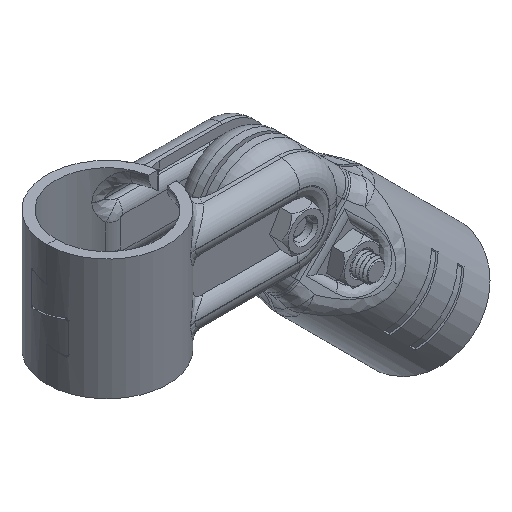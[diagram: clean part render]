
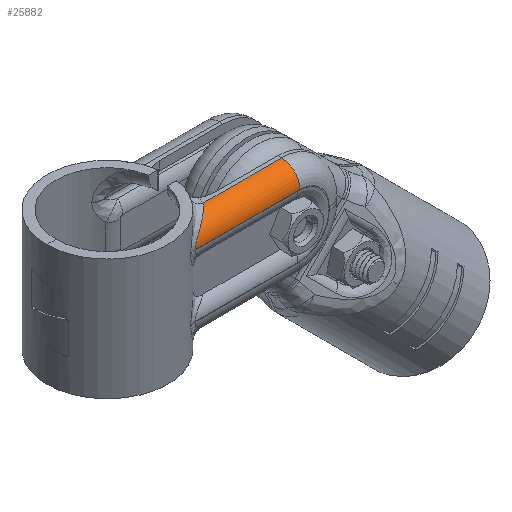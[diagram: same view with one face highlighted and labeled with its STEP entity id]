
A CAD part, isometric view. The second image highlights one B-rep face of the part: STEP entity #25882.
In plain terms, the highlighted cylindrical face has radius 5 mm (diameter 10 mm), a partial arc.
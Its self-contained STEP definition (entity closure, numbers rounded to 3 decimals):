
#68 = EDGE_CURVE ( 'NONE', #23386, #34232, #10498, .T. ) ;
#787 = EDGE_CURVE ( 'NONE', #35412, #2335, #2431, .T. ) ;
#2002 = CARTESIAN_POINT ( 'NONE',  ( 10.392, -16., 8.69 ) ) ;
#2335 = VERTEX_POINT ( 'NONE', #30295 ) ;
#2431 = B_SPLINE_CURVE_WITH_KNOTS ( 'NONE', 3,
 ( #28250, #2002, #40601, #18558, #24889, #11655, #9105, #34754, #31191, #34124, #18772, #31611, #15641, #25302, #27633, #5347, #24485, #37483 ),
 .UNSPECIFIED., .F., .F.,
 ( 4, 2, 2, 2, 2, 2, 2, 2, 4 ),
 ( 0., 0.063, 0.125, 0.25, 0.375, 0.5, 0.75, 0.875, 1. ),
 .UNSPECIFIED. ) ;
#2715 = FACE_OUTER_BOUND ( 'NONE', #27711, .T. ) ;
#2949 = CARTESIAN_POINT ( 'NONE',  ( 39., -11., 13.5 ) ) ;
#5347 = CARTESIAN_POINT ( 'NONE',  ( 16.975, -11.698, 13.462 ) ) ;
#6631 = EDGE_CURVE ( 'NONE', #35412, #34232, #37681, .T. ) ;
#6891 = DIRECTION ( 'NONE',  ( 0., 0., 1. ) ) ;
#7136 = ORIENTED_EDGE ( 'NONE', *, *, #787, .F. ) ;
#8041 = VECTOR ( 'NONE', #25507, 1000. ) ;
#9105 = CARTESIAN_POINT ( 'NONE',  ( 11.16, -15.684, 10.279 ) ) ;
#10498 = CIRCLE ( 'NONE', #28640, 5. ) ;
#11018 = ORIENTED_EDGE ( 'NONE', *, *, #6631, .T. ) ;
#11655 = CARTESIAN_POINT ( 'NONE',  ( 10.894, -15.797, 9.956 ) ) ;
#15641 = CARTESIAN_POINT ( 'NONE',  ( 14.959, -13.539, 12.854 ) ) ;
#16559 = CARTESIAN_POINT ( 'NONE',  ( -39.175, -11., 8.5 ) ) ;
#18439 = DIRECTION ( 'NONE',  ( 1., 0., 0. ) ) ;
#18558 = CARTESIAN_POINT ( 'NONE',  ( 10.526, -15.947, 9.251 ) ) ;
#18772 = CARTESIAN_POINT ( 'NONE',  ( 13.137, -14.699, 11.877 ) ) ;
#19439 = DIRECTION ( 'NONE',  ( 1., 0., 0. ) ) ;
#20140 = DIRECTION ( 'NONE',  ( 1., 0., 0. ) ) ;
#23386 = VERTEX_POINT ( 'NONE', #2949 ) ;
#24485 = CARTESIAN_POINT ( 'NONE',  ( 17.275, -11.354, 13.5 ) ) ;
#24889 = CARTESIAN_POINT ( 'NONE',  ( 10.604, -15.916, 9.432 ) ) ;
#25302 = CARTESIAN_POINT ( 'NONE',  ( 16.001, -12.663, 13.226 ) ) ;
#25507 = DIRECTION ( 'NONE',  ( 1., 0., 0. ) ) ;
#25603 = ORIENTED_EDGE ( 'NONE', *, *, #38867, .F. ) ;
#25882 = ADVANCED_FACE ( 'NONE', ( #2715 ), #34222, .T. ) ;
#26554 = LINE ( 'NONE', #35608, #40818 ) ;
#27633 = CARTESIAN_POINT ( 'NONE',  ( 16.337, -12.352, 13.325 ) ) ;
#27711 = EDGE_LOOP ( 'NONE', ( #11018, #34160, #25603, #7136 ) ) ;
#28250 = CARTESIAN_POINT ( 'NONE',  ( 10.392, -16., 8.5 ) ) ;
#28640 = AXIS2_PLACEMENT_3D ( 'NONE', #34845, #18439, #31270 ) ;
#30295 = CARTESIAN_POINT ( 'NONE',  ( 17.55, -11., 13.5 ) ) ;
#31191 = CARTESIAN_POINT ( 'NONE',  ( 12.089, -15.254, 11.145 ) ) ;
#31270 = DIRECTION ( 'NONE',  ( 0., 0., 1. ) ) ;
#31611 = CARTESIAN_POINT ( 'NONE',  ( 14.223, -14.049, 12.509 ) ) ;
#33336 = CARTESIAN_POINT ( 'NONE',  ( 39., -16., 8.5 ) ) ;
#34015 = CARTESIAN_POINT ( 'NONE',  ( 10.392, -16., 8.5 ) ) ;
#34124 = CARTESIAN_POINT ( 'NONE',  ( 12.779, -14.898, 11.647 ) ) ;
#34160 = ORIENTED_EDGE ( 'NONE', *, *, #68, .F. ) ;
#34222 = CYLINDRICAL_SURFACE ( 'NONE', #34572, 5. ) ;
#34232 = VERTEX_POINT ( 'NONE', #33336 ) ;
#34572 = AXIS2_PLACEMENT_3D ( 'NONE', #16559, #20140, #6891 ) ;
#34744 = CARTESIAN_POINT ( 'NONE',  ( 10.392, -16., 8.5 ) ) ;
#34754 = CARTESIAN_POINT ( 'NONE',  ( 11.757, -15.413, 10.873 ) ) ;
#34845 = CARTESIAN_POINT ( 'NONE',  ( 39., -11., 8.5 ) ) ;
#35412 = VERTEX_POINT ( 'NONE', #34015 ) ;
#35608 = CARTESIAN_POINT ( 'NONE',  ( 17.55, -11., 13.5 ) ) ;
#37483 = CARTESIAN_POINT ( 'NONE',  ( 17.55, -11., 13.5 ) ) ;
#37681 = LINE ( 'NONE', #34744, #8041 ) ;
#38867 = EDGE_CURVE ( 'NONE', #2335, #23386, #26554, .T. ) ;
#40601 = CARTESIAN_POINT ( 'NONE',  ( 10.42, -15.989, 8.88 ) ) ;
#40818 = VECTOR ( 'NONE', #19439, 1000. ) ;
